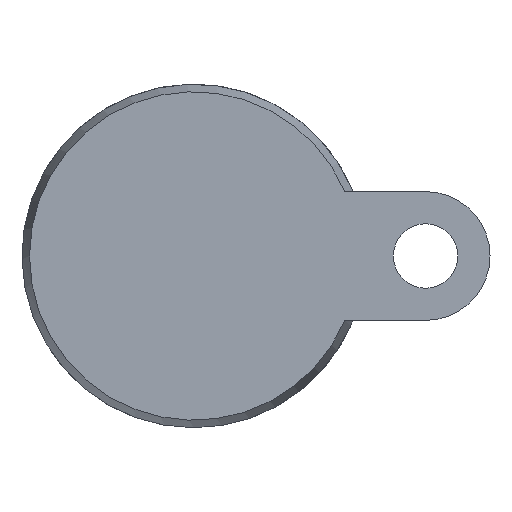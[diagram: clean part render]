
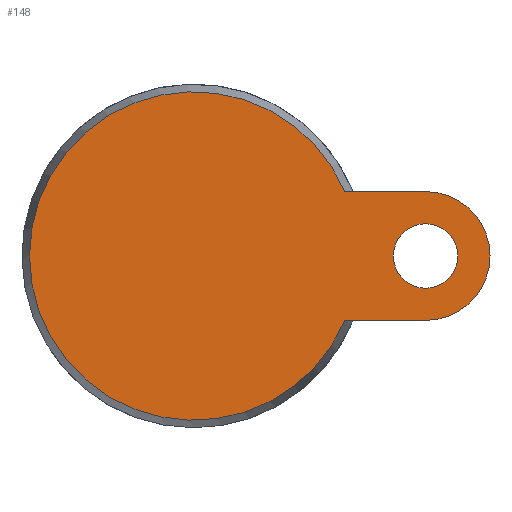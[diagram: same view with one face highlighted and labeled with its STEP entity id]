
A CAD part, front view. The second image highlights one B-rep face of the part: STEP entity #148.
In plain terms, the highlighted planar face has unit normal (0, -1, 0).
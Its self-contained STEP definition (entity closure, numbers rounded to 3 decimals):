
#148 = ADVANCED_FACE( '', ( #309, #310 ), #311, .F. );
#309 = FACE_BOUND( '', #500, .T. );
#310 = FACE_OUTER_BOUND( '', #501, .T. );
#311 = PLANE( '', #502 );
#500 = EDGE_LOOP( '', ( #813 ) );
#501 = EDGE_LOOP( '', ( #814, #815, #816, #817 ) );
#502 = AXIS2_PLACEMENT_3D( '', #818, #819, #820 );
#813 = ORIENTED_EDGE( '', *, *, #965, .T. );
#814 = ORIENTED_EDGE( '', *, *, #950, .F. );
#815 = ORIENTED_EDGE( '', *, *, #873, .T. );
#816 = ORIENTED_EDGE( '', *, *, #860, .F. );
#817 = ORIENTED_EDGE( '', *, *, #880, .F. );
#818 = CARTESIAN_POINT( '', ( 38.25, 0., 0. ) );
#819 = DIRECTION( '', ( 0., 1., 0. ) );
#820 = DIRECTION( '', ( 0., 0., 1. ) );
#860 = EDGE_CURVE( '', #993, #994, #995, .T. );
#873 = EDGE_CURVE( '', #1012, #994, #1015, .T. );
#880 = EDGE_CURVE( '', #1026, #993, #1027, .T. );
#950 = EDGE_CURVE( '', #1012, #1026, #1125, .T. );
#965 = EDGE_CURVE( '', #1142, #1142, #1143, .T. );
#993 = VERTEX_POINT( '', #1187 );
#994 = VERTEX_POINT( '', #1188 );
#995 = LINE( '', #1189, #1190 );
#1012 = VERTEX_POINT( '', #1224 );
#1015 = CIRCLE( '', #1230, 38.25 );
#1026 = VERTEX_POINT( '', #1255 );
#1027 = CIRCLE( '', #1256, 15. );
#1125 = LINE( '', #1465, #1466 );
#1142 = VERTEX_POINT( '', #1489 );
#1143 = CIRCLE( '', #1490, 7.5 );
#1187 = CARTESIAN_POINT( '', ( 54., 0., -15. ) );
#1188 = CARTESIAN_POINT( '', ( 35.186, 0., -15. ) );
#1189 = CARTESIAN_POINT( '', ( 54., 0., -15. ) );
#1190 = VECTOR( '', #1510, 1000. );
#1224 = CARTESIAN_POINT( '', ( 35.186, 0., 15. ) );
#1230 = AXIS2_PLACEMENT_3D( '', #1522, #1523, #1524 );
#1255 = CARTESIAN_POINT( '', ( 54., 0., 15. ) );
#1256 = AXIS2_PLACEMENT_3D( '', #1531, #1532, #1533 );
#1465 = CARTESIAN_POINT( '', ( 0., 0., 15. ) );
#1466 = VECTOR( '', #1607, 1000. );
#1489 = CARTESIAN_POINT( '', ( 61.5, 0., 0. ) );
#1490 = AXIS2_PLACEMENT_3D( '', #1615, #1616, #1617 );
#1510 = DIRECTION( '', ( -1., 0., 0. ) );
#1522 = CARTESIAN_POINT( '', ( 0., 0., 0. ) );
#1523 = DIRECTION( '', ( 0., -1., 0. ) );
#1524 = DIRECTION( '', ( 0., 0., -1. ) );
#1531 = CARTESIAN_POINT( '', ( 54., 0., 0. ) );
#1532 = DIRECTION( '', ( 0., 1., 0. ) );
#1533 = DIRECTION( '', ( 1., 0., 0. ) );
#1607 = DIRECTION( '', ( 1., 0., 0. ) );
#1615 = CARTESIAN_POINT( '', ( 54., 0., 0. ) );
#1616 = DIRECTION( '', ( 0., 1., 0. ) );
#1617 = DIRECTION( '', ( 1., 0., 0. ) );
